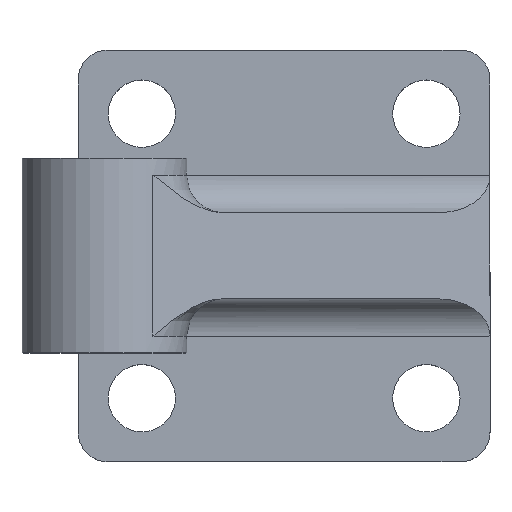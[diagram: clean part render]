
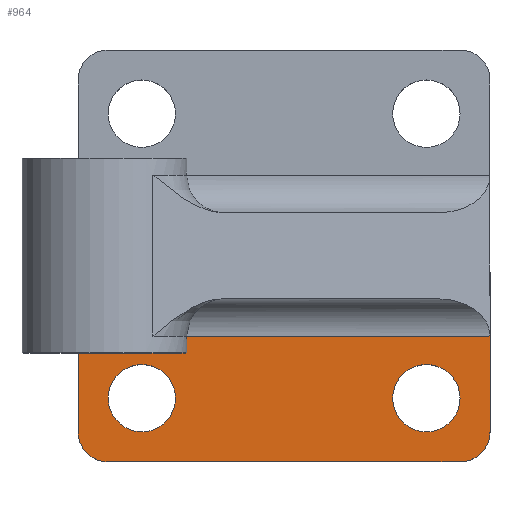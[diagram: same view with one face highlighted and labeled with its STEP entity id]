
A CAD part, top view. The second image highlights one B-rep face of the part: STEP entity #964.
In plain terms, the highlighted planar face has unit normal (0, 0, 1).
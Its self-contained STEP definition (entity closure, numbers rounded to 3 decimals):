
#844=CARTESIAN_POINT('',(-27.5,-23.5,4.0));
#845=VERTEX_POINT('',#844);
#852=CARTESIAN_POINT('',(-27.5,-10.75,4.0));
#853=VERTEX_POINT('',#852);
#854=CARTESIAN_POINT('',(-27.5,-23.5,4.0));
#855=DIRECTION('',(0.0,1.0,0.0));
#856=VECTOR('',#855,12.75);
#857=LINE('',#854,#856);
#858=EDGE_CURVE('',#845,#853,#857,.T.);
#883=CARTESIAN_POINT('',(-23.5,-27.5,4.0));
#884=VERTEX_POINT('',#883);
#891=CARTESIAN_POINT('',(-23.5,-23.5,4.0));
#892=DIRECTION('',(0.0,0.0,-1.0));
#893=DIRECTION('',(-0.707,-0.707,0.0));
#894=AXIS2_PLACEMENT_3D('',#891,#892,#893);
#895=CIRCLE('',#894,4.0);
#896=EDGE_CURVE('',#884,#845,#895,.T.);
#902=CARTESIAN_POINT('',(0.,0.,4.0));
#903=DIRECTION('',(0.0,0.0,1.0));
#904=DIRECTION('',(1.0,0.0,0.0));
#905=AXIS2_PLACEMENT_3D('',#902,#903,#904);
#906=PLANE('',#905);
#907=ORIENTED_EDGE('',*,*,#896,.F.);
#908=CARTESIAN_POINT('',(23.5,-27.5,4.0));
#909=VERTEX_POINT('',#908);
#910=CARTESIAN_POINT('',(23.5,-27.5,4.0));
#911=DIRECTION('',(-1.0,0.0,0.0));
#912=VECTOR('',#911,47.0);
#913=LINE('',#910,#912);
#914=EDGE_CURVE('',#909,#884,#913,.T.);
#915=ORIENTED_EDGE('',*,*,#914,.F.);
#916=CARTESIAN_POINT('',(27.5,-23.5,4.0));
#917=VERTEX_POINT('',#916);
#918=CARTESIAN_POINT('',(23.5,-23.5,4.0));
#919=DIRECTION('',(0.0,0.0,-1.0));
#920=DIRECTION('',(0.707,-0.707,0.0));
#921=AXIS2_PLACEMENT_3D('',#918,#919,#920);
#922=CIRCLE('',#921,4.0);
#923=EDGE_CURVE('',#917,#909,#922,.T.);
#924=ORIENTED_EDGE('',*,*,#923,.F.);
#925=CARTESIAN_POINT('',(27.5,-10.75,4.0));
#926=VERTEX_POINT('',#925);
#927=CARTESIAN_POINT('',(27.5,-10.75,4.0));
#928=DIRECTION('',(0.0,-1.0,0.0));
#929=VECTOR('',#928,12.75);
#930=LINE('',#927,#929);
#931=EDGE_CURVE('',#926,#917,#930,.T.);
#932=ORIENTED_EDGE('',*,*,#931,.F.);
#933=CARTESIAN_POINT('',(-27.5,-10.75,4.0));
#934=DIRECTION('',(1.0,0.0,0.0));
#935=VECTOR('',#934,55.0);
#936=LINE('',#933,#935);
#937=EDGE_CURVE('',#853,#926,#936,.T.);
#938=ORIENTED_EDGE('',*,*,#937,.F.);
#939=ORIENTED_EDGE('',*,*,#858,.F.);
#940=EDGE_LOOP('',(#907,#915,#924,#932,#938,#939));
#941=FACE_OUTER_BOUND('',#940,.T.);
#942=CARTESIAN_POINT('',(-14.5,-19.0,4.0));
#943=VERTEX_POINT('',#942);
#944=CARTESIAN_POINT('',(-19.0,-19.0,4.));
#945=DIRECTION('',(0.0,0.0,-1.0));
#946=DIRECTION('',(1.0,0.0,0.0));
#947=AXIS2_PLACEMENT_3D('',#944,#945,#946);
#948=CIRCLE('',#947,4.5);
#949=EDGE_CURVE('',#943,#943,#948,.T.);
#950=ORIENTED_EDGE('',*,*,#949,.T.);
#951=EDGE_LOOP('',(#950));
#952=FACE_BOUND('',#951,.T.);
#953=CARTESIAN_POINT('',(23.5,-19.0,4.0));
#954=VERTEX_POINT('',#953);
#955=CARTESIAN_POINT('',(19.0,-19.0,4.));
#956=DIRECTION('',(0.0,0.0,-1.0));
#957=DIRECTION('',(1.0,0.0,0.0));
#958=AXIS2_PLACEMENT_3D('',#955,#956,#957);
#959=CIRCLE('',#958,4.5);
#960=EDGE_CURVE('',#954,#954,#959,.T.);
#961=ORIENTED_EDGE('',*,*,#960,.T.);
#962=EDGE_LOOP('',(#961));
#963=FACE_BOUND('',#962,.T.);
#964=ADVANCED_FACE('',(#941,#952,#963),#906,.T.);
